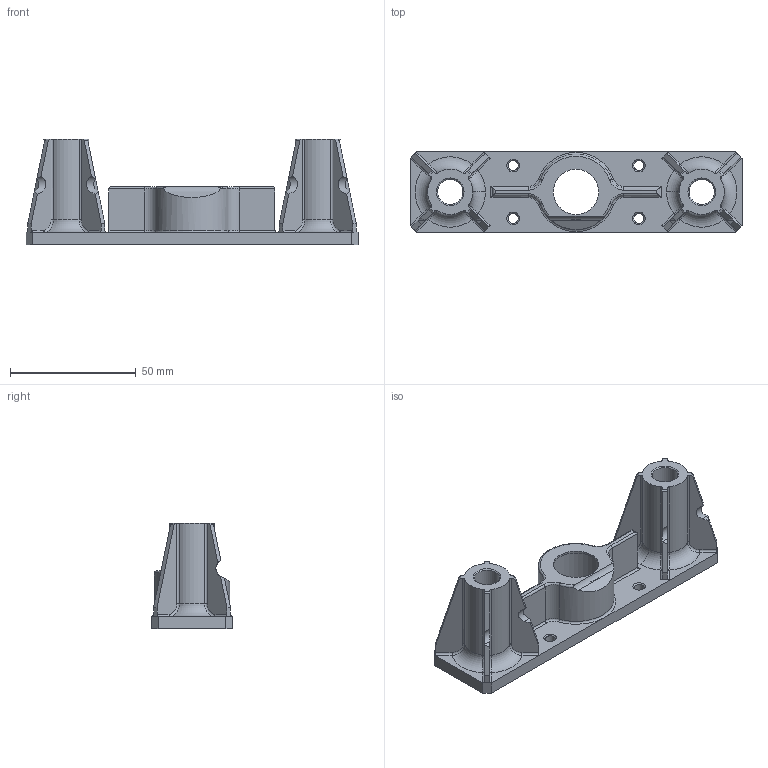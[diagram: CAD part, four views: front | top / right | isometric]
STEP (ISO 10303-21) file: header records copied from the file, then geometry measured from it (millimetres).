
FILE_DESCRIPTION(('FreeCAD Model'),'2;1');
FILE_NAME('Open CASCADE Shape Model','2023-12-29T23:49:53',(''),(''), 'Open CASCADE STEP processor 7.6','FreeCAD','Unknown');
FILE_SCHEMA(('CONFIG_CONTROL_DESIGN','SHAPE_APPEARANCE_LAYER_MIM'));
Length unit declared in the file: millimetre
Products named in the file (1): Body002
Bounding box: 132 x 32 x 42 mm (x, y, z)
Volume: 43987.8 mm3; surface area: 24021.5 mm2
Topology: 1 solids, 1 shells, 196 faces, 504 edges, 313 vertices
Faces by surface type: plane 72, cylinder 71, torus 23, bspline 16, cone 14
Full cylindrical faces by diameter (mm): 4 x4, 10 x2, 18 x1, 22 x1
Entity records: 14252 total; most frequent: CARTESIAN_POINT 4250, DIRECTION 1865, LINE 1093, VECTOR 1093, ORIENTED_EDGE 1008, PCURVE 1008, DEFINITIONAL_REPRESENTATION 1008, EDGE_CURVE 504
